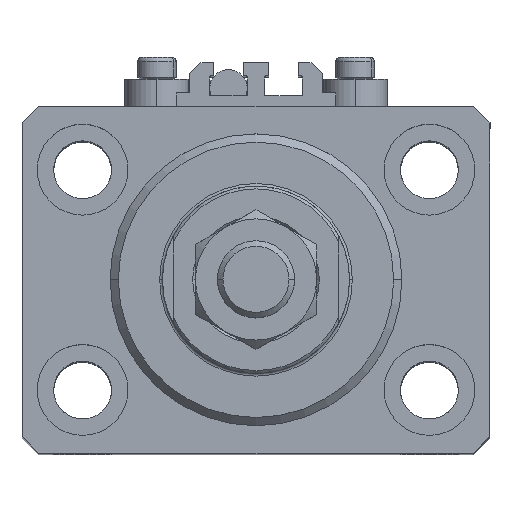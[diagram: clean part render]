
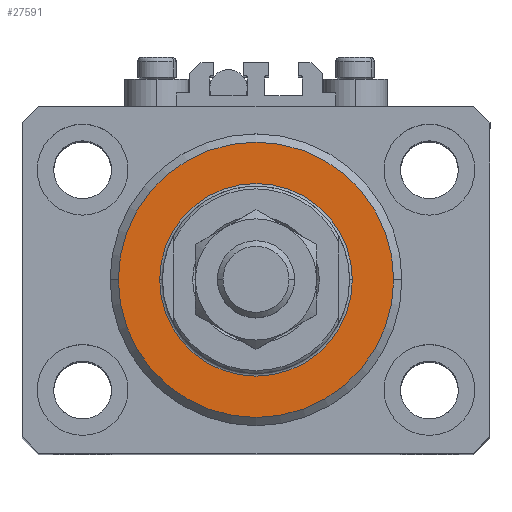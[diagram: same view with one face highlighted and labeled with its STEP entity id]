
A CAD part, top view. The second image highlights one B-rep face of the part: STEP entity #27591.
In plain terms, the highlighted face is planar.
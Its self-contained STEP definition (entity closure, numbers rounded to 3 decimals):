
#1295 = DIRECTION ( 'NONE',  ( 1., 0., 0. ) ) ;
#1977 = VERTEX_POINT ( 'NONE', #12941 ) ;
#2674 = ORIENTED_EDGE ( 'NONE', *, *, #24583, .T. ) ;
#4183 = EDGE_LOOP ( 'NONE', ( #2674, #11994 ) ) ;
#4562 = ORIENTED_EDGE ( 'NONE', *, *, #49599, .T. ) ;
#5483 = FACE_BOUND ( 'NONE', #45992, .T. ) ;
#8917 = CARTESIAN_POINT ( 'NONE',  ( 0., 0., 0. ) ) ;
#8994 = CARTESIAN_POINT ( 'NONE',  ( 17.5, 0., 0. ) ) ;
#9101 = FACE_OUTER_BOUND ( 'NONE', #4183, .T. ) ;
#11140 = AXIS2_PLACEMENT_3D ( 'NONE', #16386, #28241, #43974 ) ;
#11994 = ORIENTED_EDGE ( 'NONE', *, *, #24918, .T. ) ;
#12055 = VERTEX_POINT ( 'NONE', #15268 ) ;
#12941 = CARTESIAN_POINT ( 'NONE',  ( -25., 0., 0. ) ) ;
#15082 = AXIS2_PLACEMENT_3D ( 'NONE', #8917, #24394, #48118 ) ;
#15268 = CARTESIAN_POINT ( 'NONE',  ( 25., 0., 0. ) ) ;
#16351 = PLANE ( 'NONE',  #17668 ) ;
#16386 = CARTESIAN_POINT ( 'NONE',  ( 0., 0., 0. ) ) ;
#16648 = VERTEX_POINT ( 'NONE', #8994 ) ;
#17668 = AXIS2_PLACEMENT_3D ( 'NONE', #36710, #40563, #32087 ) ;
#19979 = CIRCLE ( 'NONE', #39736, 25. ) ;
#20910 = CARTESIAN_POINT ( 'NONE',  ( 0., 0., 0. ) ) ;
#21832 = ORIENTED_EDGE ( 'NONE', *, *, #42223, .T. ) ;
#24127 = CIRCLE ( 'NONE', #15082, 25. ) ;
#24394 = DIRECTION ( 'NONE',  ( 0., 0., -1. ) ) ;
#24583 = EDGE_CURVE ( 'NONE', #12055, #1977, #19979, .T. ) ;
#24918 = EDGE_CURVE ( 'NONE', #1977, #12055, #24127, .T. ) ;
#27591 = ADVANCED_FACE ( 'NONE', ( #5483, #9101 ), #16351, .F. ) ;
#28241 = DIRECTION ( 'NONE',  ( 0., 0., 1. ) ) ;
#29994 = DIRECTION ( 'NONE',  ( 1., 0., 0. ) ) ;
#31779 = CIRCLE ( 'NONE', #11140, 17.5 ) ;
#32087 = DIRECTION ( 'NONE',  ( 1., 0., 0. ) ) ;
#36637 = DIRECTION ( 'NONE',  ( 0., 0., 1. ) ) ;
#36710 = CARTESIAN_POINT ( 'NONE',  ( 0., 0., 0. ) ) ;
#38040 = AXIS2_PLACEMENT_3D ( 'NONE', #20910, #36637, #1295 ) ;
#39736 = AXIS2_PLACEMENT_3D ( 'NONE', #47419, #43556, #29994 ) ;
#40563 = DIRECTION ( 'NONE',  ( 0., 0., 1. ) ) ;
#42223 = EDGE_CURVE ( 'NONE', #45270, #16648, #43007, .T. ) ;
#43007 = CIRCLE ( 'NONE', #38040, 17.5 ) ;
#43556 = DIRECTION ( 'NONE',  ( 0., 0., -1. ) ) ;
#43974 = DIRECTION ( 'NONE',  ( 1., 0., 0. ) ) ;
#45270 = VERTEX_POINT ( 'NONE', #50632 ) ;
#45992 = EDGE_LOOP ( 'NONE', ( #4562, #21832 ) ) ;
#47419 = CARTESIAN_POINT ( 'NONE',  ( 0., 0., 0. ) ) ;
#48118 = DIRECTION ( 'NONE',  ( 1., 0., 0. ) ) ;
#49599 = EDGE_CURVE ( 'NONE', #16648, #45270, #31779, .T. ) ;
#50632 = CARTESIAN_POINT ( 'NONE',  ( -17.5, 0., 0. ) ) ;
